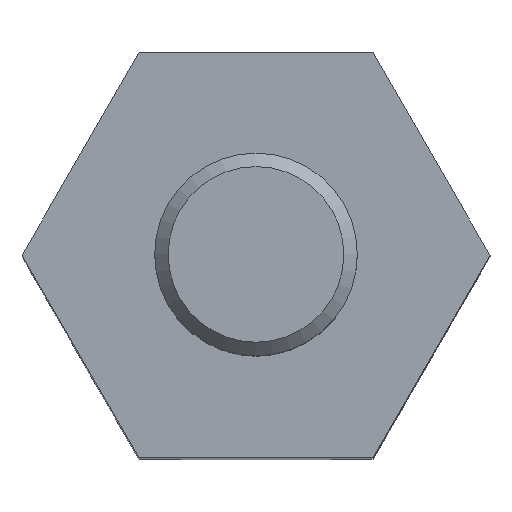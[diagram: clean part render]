
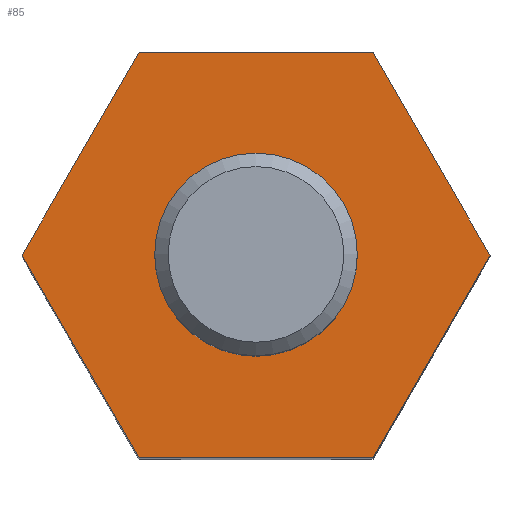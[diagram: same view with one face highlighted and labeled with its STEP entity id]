
A CAD part, top view. The second image highlights one B-rep face of the part: STEP entity #85.
In plain terms, the highlighted planar face has unit normal (0, 0, 1).
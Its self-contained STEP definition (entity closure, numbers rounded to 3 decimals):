
#85 = ADVANCED_FACE( '', ( #178, #179 ), #180, .T. );
#178 = FACE_BOUND( '', #272, .T. );
#179 = FACE_OUTER_BOUND( '', #273, .T. );
#180 = PLANE( '', #274 );
#272 = EDGE_LOOP( '', ( #427 ) );
#273 = EDGE_LOOP( '', ( #428, #429, #430, #431, #432, #433 ) );
#274 = AXIS2_PLACEMENT_3D( '', #434, #435, #436 );
#427 = ORIENTED_EDGE( '', *, *, #528, .T. );
#428 = ORIENTED_EDGE( '', *, *, #507, .T. );
#429 = ORIENTED_EDGE( '', *, *, #489, .T. );
#430 = ORIENTED_EDGE( '', *, *, #519, .T. );
#431 = ORIENTED_EDGE( '', *, *, #483, .T. );
#432 = ORIENTED_EDGE( '', *, *, #537, .T. );
#433 = ORIENTED_EDGE( '', *, *, #538, .T. );
#434 = CARTESIAN_POINT( '', ( 0., 0., 15. ) );
#435 = DIRECTION( '', ( 0., 0., 1. ) );
#436 = DIRECTION( '', ( 1., 0., 0. ) );
#483 = EDGE_CURVE( '', #553, #551, #554, .T. );
#489 = EDGE_CURVE( '', #564, #562, #565, .T. );
#507 = EDGE_CURVE( '', #592, #564, #593, .T. );
#519 = EDGE_CURVE( '', #562, #553, #609, .T. );
#528 = EDGE_CURVE( '', #619, #619, #620, .F. );
#537 = EDGE_CURVE( '', #551, #630, #631, .T. );
#538 = EDGE_CURVE( '', #630, #592, #632, .T. );
#551 = VERTEX_POINT( '', #653 );
#553 = VERTEX_POINT( '', #656 );
#554 = LINE( '', #657, #658 );
#562 = VERTEX_POINT( '', #681 );
#564 = VERTEX_POINT( '', #684 );
#565 = LINE( '', #685, #686 );
#592 = VERTEX_POINT( '', #726 );
#593 = LINE( '', #727, #728 );
#609 = LINE( '', #764, #765 );
#619 = VERTEX_POINT( '', #794 );
#620 = CIRCLE( '', #795, 1.267 );
#630 = VERTEX_POINT( '', #810 );
#631 = LINE( '', #811, #812 );
#632 = LINE( '', #813, #814 );
#653 = CARTESIAN_POINT( '', ( 1.732, -3., 15. ) );
#656 = CARTESIAN_POINT( '', ( -1.732, -3., 15. ) );
#657 = CARTESIAN_POINT( '', ( -1.732, -3., 15. ) );
#658 = VECTOR( '', #826, 1000. );
#681 = CARTESIAN_POINT( '', ( -3.464, 0., 15. ) );
#684 = CARTESIAN_POINT( '', ( -1.732, 3., 15. ) );
#685 = CARTESIAN_POINT( '', ( -1.732, 3., 15. ) );
#686 = VECTOR( '', #829, 1000. );
#726 = CARTESIAN_POINT( '', ( 1.732, 3., 15. ) );
#727 = CARTESIAN_POINT( '', ( 1.732, 3., 15. ) );
#728 = VECTOR( '', #861, 1000. );
#764 = CARTESIAN_POINT( '', ( -3.464, 0., 15. ) );
#765 = VECTOR( '', #872, 1000. );
#794 = CARTESIAN_POINT( '', ( 1.267, 0., 15. ) );
#795 = AXIS2_PLACEMENT_3D( '', #873, #874, #875 );
#810 = CARTESIAN_POINT( '', ( 3.464, 0., 15. ) );
#811 = CARTESIAN_POINT( '', ( 1.732, -3., 15. ) );
#812 = VECTOR( '', #882, 1000. );
#813 = CARTESIAN_POINT( '', ( 3.464, 0., 15. ) );
#814 = VECTOR( '', #883, 1000. );
#826 = DIRECTION( '', ( 1., 0., 0. ) );
#829 = DIRECTION( '', ( -0.5, -0.866, 0. ) );
#861 = DIRECTION( '', ( -1., 0., 0. ) );
#872 = DIRECTION( '', ( 0.5, -0.866, 0. ) );
#873 = CARTESIAN_POINT( '', ( 0., 0., 15. ) );
#874 = DIRECTION( '', ( 0., 0., 1. ) );
#875 = DIRECTION( '', ( 1., 0., 0. ) );
#882 = DIRECTION( '', ( 0.5, 0.866, 0. ) );
#883 = DIRECTION( '', ( -0.5, 0.866, 0. ) );
